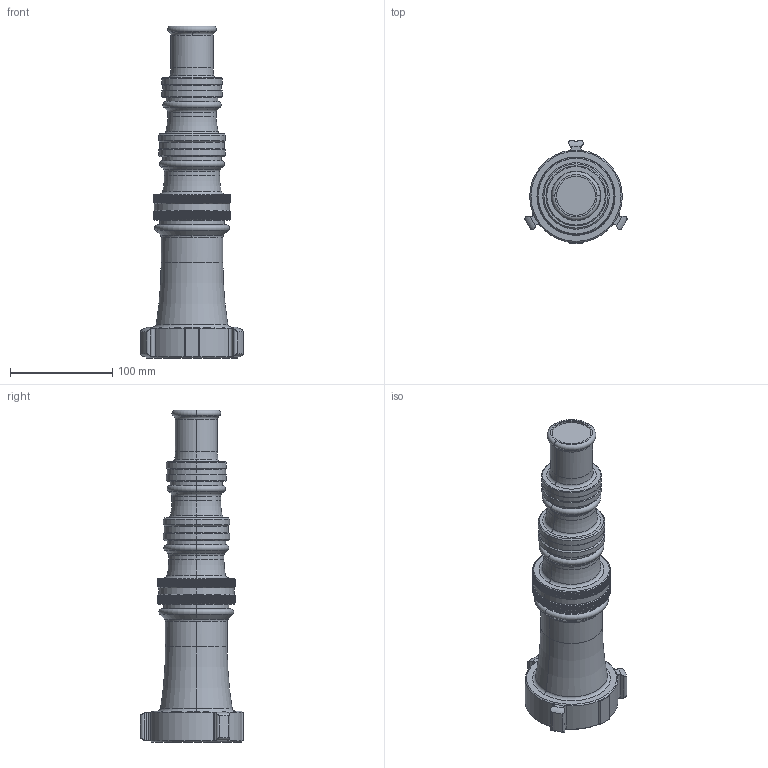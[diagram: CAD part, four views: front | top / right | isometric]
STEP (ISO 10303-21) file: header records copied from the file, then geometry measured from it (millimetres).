
FILE_DESCRIPTION (( 'STEP AP214' ), '1' );
FILE_NAME ('ST-194dd.STEP', '2011-07-01T19:43:41', ( 'IDS-3' ), ( '' ), 'SwSTEP 2.0', 'SolidWorks 2011', '' );
FILE_SCHEMA (( 'AUTOMOTIVE_DESIGN' ));
Length unit declared in the file: inch
Products named in the file (6): Products.Tips.ST-194-ST-194Deluge Quad Stacked Tips (Alum)ST-19420NULL; Products.Tips.ST-194-ST-194Tip-Stacked (ST-194) 1.5 NH x 1-38 Disc66525001_10NULL; Products.Tips.ST-194-ST-194Tip-Stacked (ST-194) 1.5 Und x 1.5 NH x 1-12 Disc66524001_10NULL; Release.Assembly-AssemblyTip-Stacked (ST-194) 2.0 NH x 1.5 Und x 1-34 Disc66523001_20NULL; Products.Tips.ST-194-ST-194Tip-Stacked (ST-194) 2.5 NH x 2.0 NH x 2.0 Disc66522001_10NULL; ST-194dd
Assembly tree (5 placements, depth 3):
  ST-194dd
    Products.Tips.ST-194-ST-194Deluge Quad Stacked Tips (Alum)ST-19420NULL
      Products.Tips.ST-194-ST-194Tip-Stacked (ST-194) 2.5 NH x 2.0 NH x 2.0 Disc66522001_10NULL
      Release.Assembly-AssemblyTip-Stacked (ST-194) 2.0 NH x 1.5 Und x 1-34 Disc66523001_20NULL
      Products.Tips.ST-194-ST-194Tip-Stacked (ST-194) 1.5 NH x 1-38 Disc66525001_10NULL
      Products.Tips.ST-194-ST-194Tip-Stacked (ST-194) 1.5 Und x 1.5 NH x 1-12 Disc66524001_10NULL
Bounding box: 99.88 x 100.98 x 324.64 mm (x, y, z)
Volume: 825461.1 mm3; surface area: 103567.6 mm2
Topology: 3 solids, 5 shells, 1218 faces, 3527 edges, 2324 vertices
Faces by surface type: plane 732, cylinder 412, cone 36, torus 34, bspline 4
Entity records: 42702 total; most frequent: CARTESIAN_POINT 12449, ORIENTED_EDGE 7050, DIRECTION 5415, EDGE_CURVE 3527, VERTEX_POINT 2324, AXIS2_PLACEMENT_3D 2118, B_SPLINE_CURVE_WITH_KNOTS 1450, EDGE_LOOP 1224
